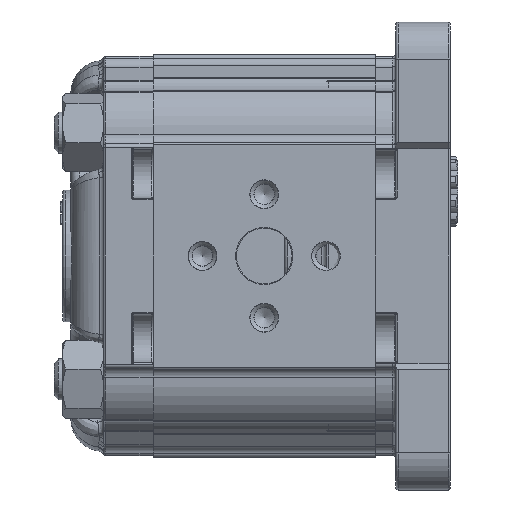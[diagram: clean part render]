
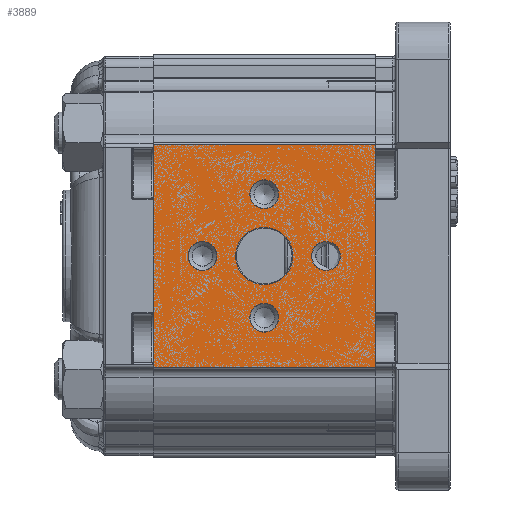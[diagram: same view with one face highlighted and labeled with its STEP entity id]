
A CAD part, left-side view. The second image highlights one B-rep face of the part: STEP entity #3889.
In plain terms, the highlighted face is planar.
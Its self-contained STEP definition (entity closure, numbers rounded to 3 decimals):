
#3889 = ADVANCED_FACE( '', ( #8787, #8788, #8789, #8790, #8791, #8792 ), #8793, .T. );
#8787 = FACE_BOUND( '', #16051, .T. );
#8788 = FACE_BOUND( '', #16052, .T. );
#8789 = FACE_BOUND( '', #16053, .T. );
#8790 = FACE_BOUND( '', #16054, .T. );
#8791 = FACE_BOUND( '', #16055, .T. );
#8792 = FACE_OUTER_BOUND( '', #16056, .T. );
#8793 = PLANE( '', #16057 );
#16051 = EDGE_LOOP( '', ( #29531 ) );
#16052 = EDGE_LOOP( '', ( #29532 ) );
#16053 = EDGE_LOOP( '', ( #29533 ) );
#16054 = EDGE_LOOP( '', ( #29534 ) );
#16055 = EDGE_LOOP( '', ( #29535 ) );
#16056 = EDGE_LOOP( '', ( #29536, #29537, #29538, #29539 ) );
#16057 = AXIS2_PLACEMENT_3D( '', #29540, #29541, #29542 );
#29531 = ORIENTED_EDGE( '', *, *, #41546, .T. );
#29532 = ORIENTED_EDGE( '', *, *, #41765, .T. );
#29533 = ORIENTED_EDGE( '', *, *, #41893, .T. );
#29534 = ORIENTED_EDGE( '', *, *, #41883, .T. );
#29535 = ORIENTED_EDGE( '', *, *, #38644, .T. );
#29536 = ORIENTED_EDGE( '', *, *, #41952, .F. );
#29537 = ORIENTED_EDGE( '', *, *, #37801, .F. );
#29538 = ORIENTED_EDGE( '', *, *, #39638, .T. );
#29539 = ORIENTED_EDGE( '', *, *, #42302, .T. );
#29540 = CARTESIAN_POINT( '', ( 43., 54., 27.048 ) );
#29541 = DIRECTION( '', ( 1., 0., 0. ) );
#29542 = DIRECTION( '', ( 0., 0., -1. ) );
#37801 = EDGE_CURVE( '', #44655, #44651, #44657, .T. );
#38644 = EDGE_CURVE( '', #46110, #46110, #46111, .F. );
#39638 = EDGE_CURVE( '', #44655, #47735, #47737, .T. );
#41546 = EDGE_CURVE( '', #50643, #50643, #50644, .F. );
#41765 = EDGE_CURVE( '', #50932, #50932, #50933, .F. );
#41883 = EDGE_CURVE( '', #51087, #51087, #51088, .F. );
#41893 = EDGE_CURVE( '', #51102, #51102, #51103, .F. );
#41952 = EDGE_CURVE( '', #44651, #51192, #51193, .T. );
#42302 = EDGE_CURVE( '', #47735, #51192, #51661, .T. );
#44651 = VERTEX_POINT( '', #54648 );
#44655 = VERTEX_POINT( '', #54653 );
#44657 = LINE( '', #54655, #54656 );
#46110 = VERTEX_POINT( '', #57067 );
#46111 = CIRCLE( '', #57068, 3.459 );
#47735 = VERTEX_POINT( '', #60740 );
#47737 = LINE( '', #60742, #60743 );
#50643 = VERTEX_POINT( '', #66571 );
#50644 = CIRCLE( '', #66572, 6.95 );
#50932 = VERTEX_POINT( '', #67180 );
#50933 = CIRCLE( '', #67181, 3.459 );
#51087 = VERTEX_POINT( '', #67401 );
#51088 = CIRCLE( '', #67402, 3.459 );
#51102 = VERTEX_POINT( '', #67423 );
#51103 = CIRCLE( '', #67424, 3.459 );
#51192 = VERTEX_POINT( '', #67536 );
#51193 = LINE( '', #67537, #67538 );
#51661 = LINE( '', #68531, #68532 );
#54648 = CARTESIAN_POINT( '', ( 43., 0., -27.048 ) );
#54653 = CARTESIAN_POINT( '', ( 43., 54., -27.048 ) );
#54655 = CARTESIAN_POINT( '', ( 43., 54., -27.048 ) );
#54656 = VECTOR( '', #73060, 1000. );
#57067 = CARTESIAN_POINT( '', ( 43., 12., -3.459 ) );
#57068 = AXIS2_PLACEMENT_3D( '', #74014, #74015, #74016 );
#60740 = CARTESIAN_POINT( '', ( 43., 54., 27.048 ) );
#60742 = CARTESIAN_POINT( '', ( 43., 54., 27.048 ) );
#60743 = VECTOR( '', #75137, 1000. );
#66571 = CARTESIAN_POINT( '', ( 43., 27., -6.95 ) );
#66572 = AXIS2_PLACEMENT_3D( '', #77349, #77350, #77351 );
#67180 = CARTESIAN_POINT( '', ( 43., 27., -18.459 ) );
#67181 = AXIS2_PLACEMENT_3D( '', #77549, #77550, #77551 );
#67401 = CARTESIAN_POINT( '', ( 43., 27., 11.542 ) );
#67402 = AXIS2_PLACEMENT_3D( '', #77692, #77693, #77694 );
#67423 = CARTESIAN_POINT( '', ( 43., 42., -3.459 ) );
#67424 = AXIS2_PLACEMENT_3D( '', #77702, #77703, #77704 );
#67536 = CARTESIAN_POINT( '', ( 43., 0., 27.048 ) );
#67537 = CARTESIAN_POINT( '', ( 43., 0., 27.048 ) );
#67538 = VECTOR( '', #77806, 1000. );
#68531 = CARTESIAN_POINT( '', ( 43., 54., 27.048 ) );
#68532 = VECTOR( '', #78146, 1000. );
#73060 = DIRECTION( '', ( 0., -1., 0. ) );
#74014 = CARTESIAN_POINT( '', ( 43., 12., 0. ) );
#74015 = DIRECTION( '', ( 1., 0., 0. ) );
#74016 = DIRECTION( '', ( 0., 0., -1. ) );
#75137 = DIRECTION( '', ( 0., 0., 1. ) );
#77349 = CARTESIAN_POINT( '', ( 43., 27., 0. ) );
#77350 = DIRECTION( '', ( 1., 0., 0. ) );
#77351 = DIRECTION( '', ( 0., 0., -1. ) );
#77549 = CARTESIAN_POINT( '', ( 43., 27., -15. ) );
#77550 = DIRECTION( '', ( 1., 0., 0. ) );
#77551 = DIRECTION( '', ( 0., 0., -1. ) );
#77692 = CARTESIAN_POINT( '', ( 43., 27., 15. ) );
#77693 = DIRECTION( '', ( 1., 0., 0. ) );
#77694 = DIRECTION( '', ( 0., 0., -1. ) );
#77702 = CARTESIAN_POINT( '', ( 43., 42., 0. ) );
#77703 = DIRECTION( '', ( 1., 0., 0. ) );
#77704 = DIRECTION( '', ( 0., 0., -1. ) );
#77806 = DIRECTION( '', ( 0., 0., 1. ) );
#78146 = DIRECTION( '', ( 0., -1., 0. ) );
